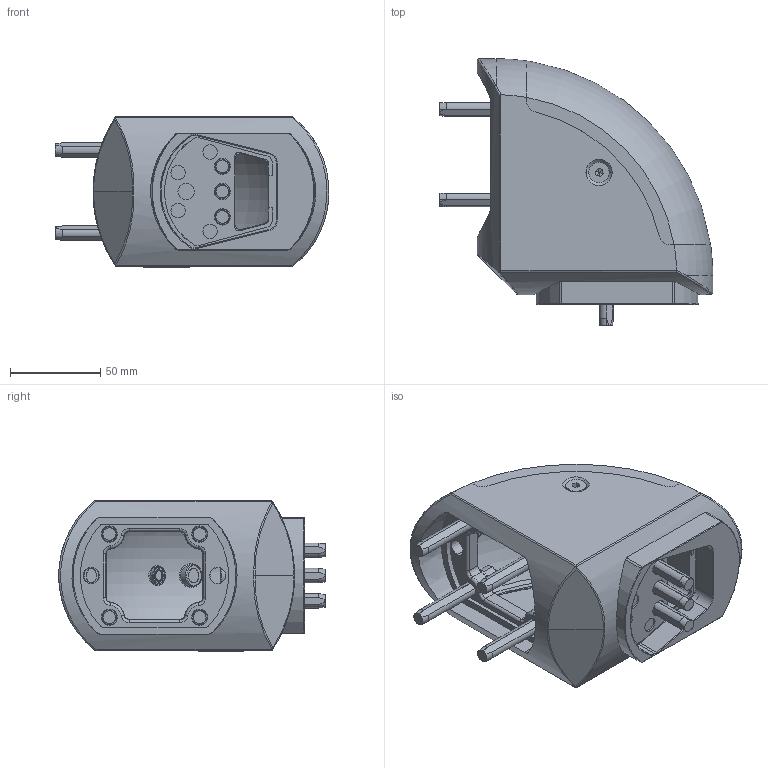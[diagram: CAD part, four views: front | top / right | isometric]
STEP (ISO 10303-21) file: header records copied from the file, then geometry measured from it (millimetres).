
FILE_DESCRIPTION (( 'STEP AP214' ), '1' );
FILE_NAME ('49477145.STEP', '2016-09-14T06:12:22', ( '' ), ( '' ), 'SwSTEP 2.0', 'SolidWorks 2015', '' );
FILE_SCHEMA (( 'AUTOMOTIVE_DESIGN' ));
Length unit declared in the file: millimetre
Products named in the file (16): 92447; 82306; 93152; 82398; 93249; 93201; 83019; 95998; 92446; 82402; 93407; 12807; 12806; 49477145; 92306; 51973
Assembly tree (31 placements, depth 3):
  92447
  49477145
    12806
    12807
    93407  x2
    82402
    92446
    95998
    83019  x4
    93201  x2
    93249  x2
    51973
      82398  x2
      93152  x7
      83019  x4
      82306
    92306
Bounding box: 151.3 x 147.5 x 83.42 mm (x, y, z)
Volume: 475776.9 mm3; surface area: 163812.8 mm2
Topology: 30 solids, 30 shells, 1827 faces, 4498 edges, 2838 vertices
Faces by surface type: plane 781, cylinder 507, bspline 326, cone 114, torus 95, sphere 4
Entity records: 62572 total; most frequent: CARTESIAN_POINT 25660, ORIENTED_EDGE 7636, DIRECTION 6479, EDGE_CURVE 3818, VERTEX_POINT 2441, AXIS2_PLACEMENT_3D 2297, VECTOR 1885, LINE 1885
